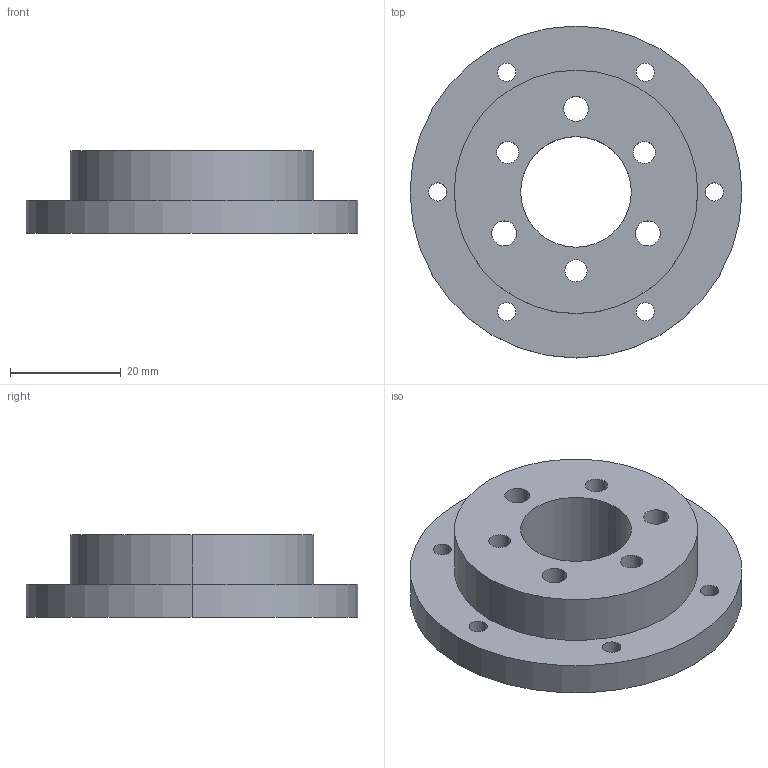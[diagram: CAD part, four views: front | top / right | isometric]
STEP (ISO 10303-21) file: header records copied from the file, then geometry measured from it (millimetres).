
FILE_DESCRIPTION (( 'STEP AP203' ), '1' );
FILE_NAME ('壽誹萇儂菜詢璃.STEP', '2021-11-21T07:43:12', ( '' ), ( '' ), 'SwSTEP 2.0', 'SolidWorks 2020', '' );
FILE_SCHEMA (( 'CONFIG_CONTROL_DESIGN' ));
Length unit declared in the file: millimetre
Products named in the file (1): 壽誹萇儂菜詢璃
Bounding box: 60 x 60 x 15 mm (x, y, z)
Volume: 23873.7 mm3; surface area: 9797.2 mm2
Topology: 1 solids, 1 shells, 42 faces, 108 edges, 72 vertices
Faces by surface type: cylinder 36, plane 6
Entity records: 1453 total; most frequent: DIRECTION 266, CARTESIAN_POINT 223, ORIENTED_EDGE 216, AXIS2_PLACEMENT_3D 115, EDGE_CURVE 108, EDGE_LOOP 72, VERTEX_POINT 72, CIRCLE 72
